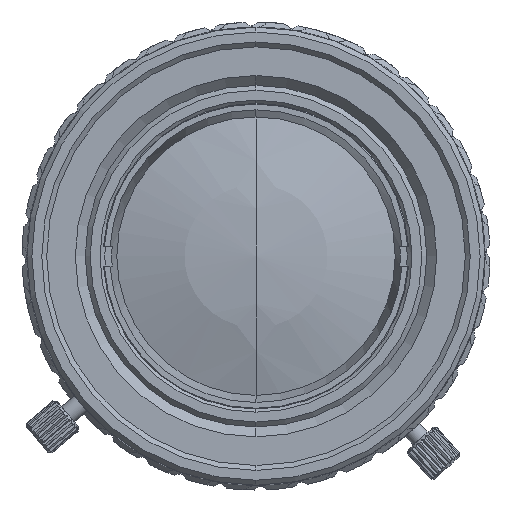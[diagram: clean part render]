
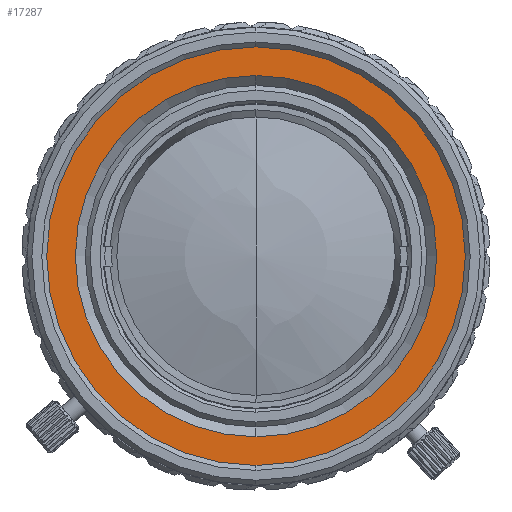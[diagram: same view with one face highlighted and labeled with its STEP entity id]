
A CAD part, left-side view. The second image highlights one B-rep face of the part: STEP entity #17287.
In plain terms, the highlighted planar face has unit normal (-1, 0, 0).
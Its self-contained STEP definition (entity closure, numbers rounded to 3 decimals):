
#17242 = VERTEX_POINT('',#17243);
#17243 = CARTESIAN_POINT('',(3.,0.,-21.2));
#17249 = EDGE_CURVE('',#17250,#17242,#17252,.T.);
#17250 = VERTEX_POINT('',#17251);
#17251 = CARTESIAN_POINT('',(3.,0.,21.2));
#17252 = CIRCLE('',#17253,21.2);
#17253 = AXIS2_PLACEMENT_3D('',#17254,#17255,#17256);
#17254 = CARTESIAN_POINT('',(3.,0.,0.));
#17255 = DIRECTION('',(1.,0.,-0.));
#17256 = DIRECTION('',(0.,0.,1.));
#17276 = EDGE_CURVE('',#17242,#17250,#17277,.T.);
#17277 = CIRCLE('',#17278,21.2);
#17278 = AXIS2_PLACEMENT_3D('',#17279,#17280,#17281);
#17279 = CARTESIAN_POINT('',(3.,0.,0.));
#17280 = DIRECTION('',(1.,0.,0.));
#17281 = DIRECTION('',(0.,0.,-1.));
#17287 = ADVANCED_FACE('',(#17288,#17292),#17312,.F.);
#17288 = FACE_BOUND('',#17289,.F.);
#17289 = EDGE_LOOP('',(#17290,#17291));
#17290 = ORIENTED_EDGE('',*,*,#17249,.T.);
#17291 = ORIENTED_EDGE('',*,*,#17276,.T.);
#17292 = FACE_BOUND('',#17293,.F.);
#17293 = EDGE_LOOP('',(#17294,#17305));
#17294 = ORIENTED_EDGE('',*,*,#17295,.T.);
#17295 = EDGE_CURVE('',#17296,#17298,#17300,.T.);
#17296 = VERTEX_POINT('',#17297);
#17297 = CARTESIAN_POINT('',(3.,0.,18.3));
#17298 = VERTEX_POINT('',#17299);
#17299 = CARTESIAN_POINT('',(3.,0.,-18.3));
#17300 = CIRCLE('',#17301,18.3);
#17301 = AXIS2_PLACEMENT_3D('',#17302,#17303,#17304);
#17302 = CARTESIAN_POINT('',(3.,0.,0.));
#17303 = DIRECTION('',(-1.,0.,0.));
#17304 = DIRECTION('',(0.,0.,1.));
#17305 = ORIENTED_EDGE('',*,*,#17306,.T.);
#17306 = EDGE_CURVE('',#17298,#17296,#17307,.T.);
#17307 = CIRCLE('',#17308,18.3);
#17308 = AXIS2_PLACEMENT_3D('',#17309,#17310,#17311);
#17309 = CARTESIAN_POINT('',(3.,0.,0.));
#17310 = DIRECTION('',(-1.,0.,0.));
#17311 = DIRECTION('',(0.,0.,-1.));
#17312 = PLANE('',#17313);
#17313 = AXIS2_PLACEMENT_3D('',#17314,#17315,#17316);
#17314 = CARTESIAN_POINT('',(3.,0.,0.));
#17315 = DIRECTION('',(1.,0.,0.));
#17316 = DIRECTION('',(0.,0.,1.));
